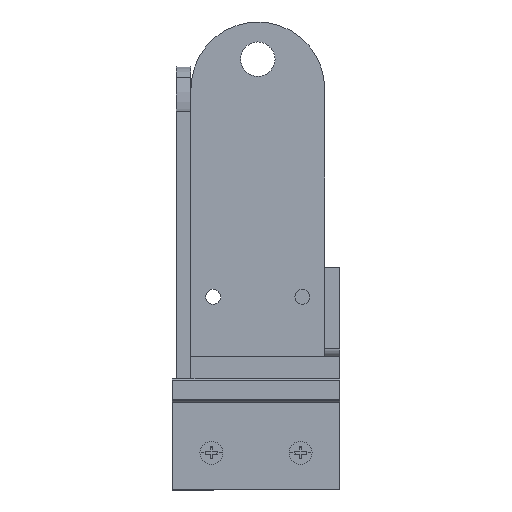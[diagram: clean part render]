
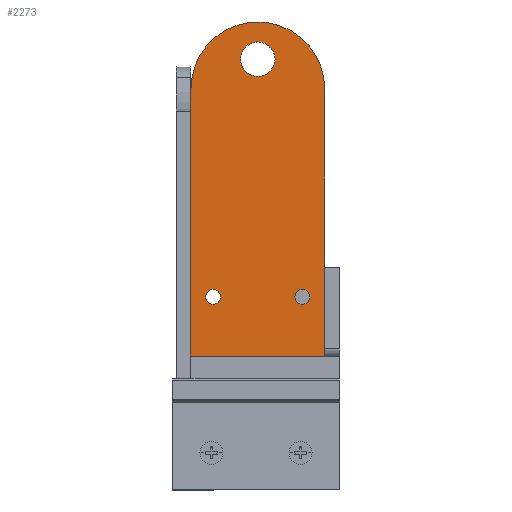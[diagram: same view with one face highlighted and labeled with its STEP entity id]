
A CAD part, left-side view. The second image highlights one B-rep face of the part: STEP entity #2273.
In plain terms, the highlighted face is planar.
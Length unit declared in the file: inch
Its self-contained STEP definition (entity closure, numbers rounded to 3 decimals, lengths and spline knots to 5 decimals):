
#104 = ORIENTED_EDGE ( 'NONE', *, *, #3683, .T. ) ;
#130 = CARTESIAN_POINT ( 'NONE',  ( 1., 0.375, 0.375 ) ) ;
#264 = VERTEX_POINT ( 'NONE', #785 ) ;
#299 = DIRECTION ( 'NONE',  ( 1., 0., 0. ) ) ;
#311 = EDGE_CURVE ( 'NONE', #264, #4506, #4151, .T. ) ;
#407 = EDGE_CURVE ( 'NONE', #1109, #3177, #1617, .T. ) ;
#511 = LINE ( 'NONE', #7038, #2216 ) ;
#764 = EDGE_CURVE ( 'NONE', #4506, #264, #6589, .T. ) ;
#785 = CARTESIAN_POINT ( 'NONE',  ( 1.125, 0.375, 0.375 ) ) ;
#921 = VECTOR ( 'NONE', #1646, 39.37008 ) ;
#928 = AXIS2_PLACEMENT_3D ( 'NONE', #3112, #2568, #6947 ) ;
#947 = EDGE_CURVE ( 'NONE', #6308, #1990, #4159, .T. ) ;
#1072 = LINE ( 'NONE', #2255, #921 ) ;
#1083 = ORIENTED_EDGE ( 'NONE', *, *, #407, .T. ) ;
#1104 = CARTESIAN_POINT ( 'NONE',  ( 0.875, 0.375, 0.375 ) ) ;
#1109 = VERTEX_POINT ( 'NONE', #5935 ) ;
#1137 = EDGE_CURVE ( 'NONE', #1990, #6308, #5558, .T. ) ;
#1199 = CARTESIAN_POINT ( 'NONE',  ( 0., 2.25, 0.375 ) ) ;
#1272 = VERTEX_POINT ( 'NONE', #1199 ) ;
#1281 = DIRECTION ( 'NONE',  ( 1., 0., 0. ) ) ;
#1378 = CARTESIAN_POINT ( 'NONE',  ( 1., 1.875, 0.375 ) ) ;
#1415 = AXIS2_PLACEMENT_3D ( 'NONE', #4242, #5952, #3083 ) ;
#1614 = FACE_BOUND ( 'NONE', #2427, .T. ) ;
#1617 = CIRCLE ( 'NONE', #928, 1.125 ) ;
#1646 = DIRECTION ( 'NONE',  ( -1., 0., 0. ) ) ;
#1837 = EDGE_CURVE ( 'NONE', #4849, #1109, #6103, .T. ) ;
#1990 = VERTEX_POINT ( 'NONE', #5710 ) ;
#2065 = CARTESIAN_POINT ( 'NONE',  ( 4.5, 2.25, 0.375 ) ) ;
#2216 = VECTOR ( 'NONE', #4837, 39.37008 ) ;
#2255 = CARTESIAN_POINT ( 'NONE',  ( 0., 2.25, 0.375 ) ) ;
#2273 = ADVANCED_FACE ( 'NONE', ( #6139, #3390, #1614, #6680 ), #3308, .F. ) ;
#2292 = DIRECTION ( 'NONE',  ( 1., 0., 0. ) ) ;
#2315 = DIRECTION ( 'NONE',  ( 0., 0., 1. ) ) ;
#2427 = EDGE_LOOP ( 'NONE', ( #2461, #4410 ) ) ;
#2461 = ORIENTED_EDGE ( 'NONE', *, *, #2724, .F. ) ;
#2542 = ORIENTED_EDGE ( 'NONE', *, *, #1837, .T. ) ;
#2568 = DIRECTION ( 'NONE',  ( 0., 0., 1. ) ) ;
#2724 = EDGE_CURVE ( 'NONE', #6445, #3975, #3838, .T. ) ;
#2918 = ORIENTED_EDGE ( 'NONE', *, *, #4311, .T. ) ;
#3050 = CARTESIAN_POINT ( 'NONE',  ( 4.71095, 1.125, 0.375 ) ) ;
#3083 = DIRECTION ( 'NONE',  ( 1., 0., 0. ) ) ;
#3112 = CARTESIAN_POINT ( 'NONE',  ( 4.5, 1.125, 0.375 ) ) ;
#3177 = VERTEX_POINT ( 'NONE', #2065 ) ;
#3277 = EDGE_LOOP ( 'NONE', ( #4934, #5263 ) ) ;
#3308 = PLANE ( 'NONE',  #3494 ) ;
#3345 = CARTESIAN_POINT ( 'NONE',  ( 0., 0., 0.375 ) ) ;
#3390 = FACE_BOUND ( 'NONE', #3277, .T. ) ;
#3494 = AXIS2_PLACEMENT_3D ( 'NONE', #3962, #5490, #4904 ) ;
#3538 = DIRECTION ( 'NONE',  ( 0., 0., 1. ) ) ;
#3576 = DIRECTION ( 'NONE',  ( 0., 0., 1. ) ) ;
#3649 = CARTESIAN_POINT ( 'NONE',  ( 0.875, 1.875, 0.375 ) ) ;
#3683 = EDGE_CURVE ( 'NONE', #1272, #4849, #511, .T. ) ;
#3699 = AXIS2_PLACEMENT_3D ( 'NONE', #1378, #3576, #5250 ) ;
#3824 = DIRECTION ( 'NONE',  ( 0., 0., 1. ) ) ;
#3838 = CIRCLE ( 'NONE', #1415, 0.28905 ) ;
#3962 = CARTESIAN_POINT ( 'NONE',  ( 4.5, 1.125, 0.375 ) ) ;
#3975 = VERTEX_POINT ( 'NONE', #3050 ) ;
#4122 = EDGE_LOOP ( 'NONE', ( #104, #2542, #1083, #2918 ) ) ;
#4151 = CIRCLE ( 'NONE', #6582, 0.125 ) ;
#4155 = CARTESIAN_POINT ( 'NONE',  ( 5.28905, 1.125, 0.375 ) ) ;
#4159 = CIRCLE ( 'NONE', #3699, 0.125 ) ;
#4166 = VECTOR ( 'NONE', #2292, 39.37008 ) ;
#4242 = CARTESIAN_POINT ( 'NONE',  ( 5., 1.125, 0.375 ) ) ;
#4311 = EDGE_CURVE ( 'NONE', #3177, #1272, #1072, .T. ) ;
#4370 = CARTESIAN_POINT ( 'NONE',  ( 1., 1.875, 0.375 ) ) ;
#4410 = ORIENTED_EDGE ( 'NONE', *, *, #6991, .F. ) ;
#4456 = DIRECTION ( 'NONE',  ( 0., 0., 1. ) ) ;
#4506 = VERTEX_POINT ( 'NONE', #1104 ) ;
#4533 = DIRECTION ( 'NONE',  ( 1., 0., 0. ) ) ;
#4604 = CARTESIAN_POINT ( 'NONE',  ( 0., 0., 0.375 ) ) ;
#4837 = DIRECTION ( 'NONE',  ( 0., -1., 0. ) ) ;
#4849 = VERTEX_POINT ( 'NONE', #4604 ) ;
#4904 = DIRECTION ( 'NONE',  ( -1., 0., 0. ) ) ;
#4925 = ORIENTED_EDGE ( 'NONE', *, *, #1137, .F. ) ;
#4934 = ORIENTED_EDGE ( 'NONE', *, *, #311, .F. ) ;
#4968 = AXIS2_PLACEMENT_3D ( 'NONE', #4370, #3824, #7011 ) ;
#5245 = CARTESIAN_POINT ( 'NONE',  ( 5., 1.125, 0.375 ) ) ;
#5250 = DIRECTION ( 'NONE',  ( 1., 0., 0. ) ) ;
#5263 = ORIENTED_EDGE ( 'NONE', *, *, #764, .F. ) ;
#5490 = DIRECTION ( 'NONE',  ( 0., 0., -1. ) ) ;
#5558 = CIRCLE ( 'NONE', #4968, 0.125 ) ;
#5710 = CARTESIAN_POINT ( 'NONE',  ( 1.125, 1.875, 0.375 ) ) ;
#5787 = AXIS2_PLACEMENT_3D ( 'NONE', #6194, #4456, #1281 ) ;
#5935 = CARTESIAN_POINT ( 'NONE',  ( 4.5, 0., 0.375 ) ) ;
#5952 = DIRECTION ( 'NONE',  ( 0., 0., 1. ) ) ;
#5966 = EDGE_LOOP ( 'NONE', ( #4925, #6545 ) ) ;
#6027 = CIRCLE ( 'NONE', #6376, 0.28905 ) ;
#6103 = LINE ( 'NONE', #3345, #4166 ) ;
#6139 = FACE_BOUND ( 'NONE', #5966, .T. ) ;
#6194 = CARTESIAN_POINT ( 'NONE',  ( 1., 0.375, 0.375 ) ) ;
#6308 = VERTEX_POINT ( 'NONE', #3649 ) ;
#6376 = AXIS2_PLACEMENT_3D ( 'NONE', #5245, #3538, #299 ) ;
#6445 = VERTEX_POINT ( 'NONE', #4155 ) ;
#6545 = ORIENTED_EDGE ( 'NONE', *, *, #947, .F. ) ;
#6582 = AXIS2_PLACEMENT_3D ( 'NONE', #130, #2315, #4533 ) ;
#6589 = CIRCLE ( 'NONE', #5787, 0.125 ) ;
#6680 = FACE_OUTER_BOUND ( 'NONE', #4122, .T. ) ;
#6947 = DIRECTION ( 'NONE',  ( -1., 0., 0. ) ) ;
#6991 = EDGE_CURVE ( 'NONE', #3975, #6445, #6027, .T. ) ;
#7011 = DIRECTION ( 'NONE',  ( 1., 0., 0. ) ) ;
#7038 = CARTESIAN_POINT ( 'NONE',  ( 0., 0., 0.375 ) ) ;
